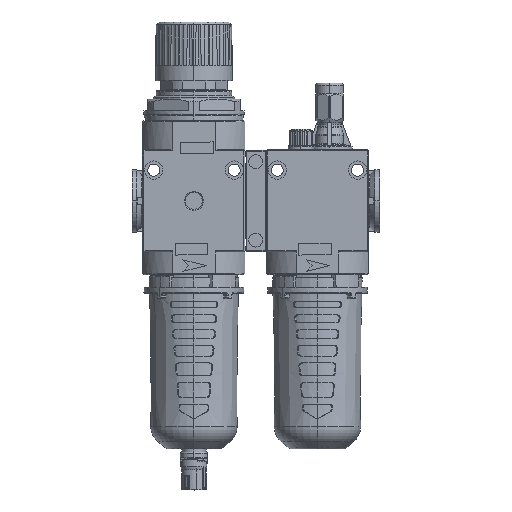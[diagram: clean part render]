
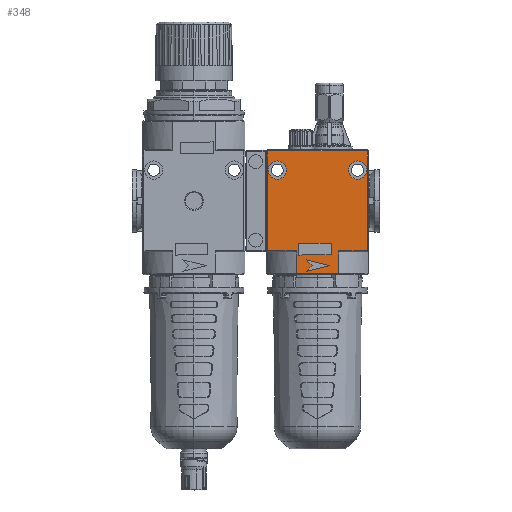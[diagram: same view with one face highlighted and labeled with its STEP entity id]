
A CAD part, top view. The second image highlights one B-rep face of the part: STEP entity #348.
In plain terms, the highlighted planar face has unit normal (0, 0, 1).
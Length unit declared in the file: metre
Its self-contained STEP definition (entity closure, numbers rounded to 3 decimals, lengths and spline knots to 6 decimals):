
#348=ADVANCED_FACE('61:2511',(#2589,#2590,#2591,#2592,#2593),#2594,.T.);
#2589=FACE_BOUND('',#6580,.T.);
#2590=FACE_BOUND('',#6581,.T.);
#2591=FACE_BOUND('',#6582,.T.);
#2592=FACE_OUTER_BOUND('',#6583,.T.);
#2593=FACE_BOUND('',#6584,.T.);
#2594=PLANE('',#6585);
#6580=EDGE_LOOP('',(#18698,#18699));
#6581=EDGE_LOOP('',(#18700,#18701));
#6582=EDGE_LOOP('',(#18702,#18703,#18704,#18705,#18706));
#6583=EDGE_LOOP('',(#18707,#18708,#18709,#18710,#18711,#18712,#18713,#18714));
#6584=EDGE_LOOP('',(#18715,#18716,#18717,#18718));
#6585=AXIS2_PLACEMENT_3D('',#18719,#18720,#18721);
#18698=ORIENTED_EDGE('',*,*,#32812,.F.);
#18699=ORIENTED_EDGE('',*,*,#32726,.F.);
#18700=ORIENTED_EDGE('',*,*,#32814,.F.);
#18701=ORIENTED_EDGE('',*,*,#32722,.F.);
#18702=ORIENTED_EDGE('',*,*,#32815,.T.);
#18703=ORIENTED_EDGE('',*,*,#32816,.T.);
#18704=ORIENTED_EDGE('',*,*,#32817,.T.);
#18705=ORIENTED_EDGE('',*,*,#32818,.T.);
#18706=ORIENTED_EDGE('',*,*,#32819,.T.);
#18707=ORIENTED_EDGE('',*,*,#32820,.T.);
#18708=ORIENTED_EDGE('',*,*,#32821,.T.);
#18709=ORIENTED_EDGE('',*,*,#32822,.T.);
#18710=ORIENTED_EDGE('',*,*,#32823,.T.);
#18711=ORIENTED_EDGE('',*,*,#32824,.T.);
#18712=ORIENTED_EDGE('',*,*,#32825,.F.);
#18713=ORIENTED_EDGE('',*,*,#32826,.T.);
#18714=ORIENTED_EDGE('',*,*,#32827,.T.);
#18715=ORIENTED_EDGE('',*,*,#32828,.F.);
#18716=ORIENTED_EDGE('',*,*,#32829,.F.);
#18717=ORIENTED_EDGE('',*,*,#32830,.F.);
#18718=ORIENTED_EDGE('',*,*,#32831,.F.);
#18719=CARTESIAN_POINT('',(0.089,0.041,0.026));
#18720=DIRECTION('',(0.,0.0,1.0));
#18721=DIRECTION('',(1.0,0.0,0.));
#32722=EDGE_CURVE('61:4047',#39176,#39179,#39180,.T.);
#32726=EDGE_CURVE('61:4041',#39184,#39187,#39188,.T.);
#32812=EDGE_CURVE('61:4041',#39187,#39184,#39342,.T.);
#32814=EDGE_CURVE('61:4047',#39179,#39176,#39344,.T.);
#32815=EDGE_CURVE('61:4053',#39345,#39346,#39347,.T.);
#32816=EDGE_CURVE('61:4056',#39346,#39348,#39349,.T.);
#32817=EDGE_CURVE('61:4059',#39348,#39350,#39351,.T.);
#32818=EDGE_CURVE('61:4062',#39350,#39352,#39353,.T.);
#32819=EDGE_CURVE('61:4065',#39352,#39345,#39354,.T.);
#32820=EDGE_CURVE('61:4068',#39355,#39356,#39357,.T.);
#32821=EDGE_CURVE('61:4071',#39356,#39358,#39359,.T.);
#32822=EDGE_CURVE('61:4074',#39358,#39360,#39361,.T.);
#32823=EDGE_CURVE('61:4077',#39360,#39362,#39363,.T.);
#32824=EDGE_CURVE('61:4080',#39362,#39364,#39365,.T.);
#32825=EDGE_CURVE('61:4083',#39366,#39364,#39367,.T.);
#32826=EDGE_CURVE('61:4086',#39366,#39368,#39369,.T.);
#32827=EDGE_CURVE('61:4089',#39368,#39355,#39370,.T.);
#32828=EDGE_CURVE('61:4092',#39371,#39372,#39373,.T.);
#32829=EDGE_CURVE('61:4095',#39374,#39371,#39375,.T.);
#32830=EDGE_CURVE('61:4098',#39376,#39374,#39377,.T.);
#32831=EDGE_CURVE('61:4101',#39372,#39376,#39378,.T.);
#39176=VERTEX_POINT('',#50756);
#39179=VERTEX_POINT('',#50760);
#39180=CIRCLE('',#50761,0.00465);
#39184=VERTEX_POINT('',#50766);
#39187=VERTEX_POINT('',#50770);
#39188=CIRCLE('',#50771,0.00465);
#39342=CIRCLE('',#50978,0.00465);
#39344=CIRCLE('',#50980,0.00465);
#39345=VERTEX_POINT('',#50981);
#39346=VERTEX_POINT('',#50982);
#39347=LINE('',#50983,#50984);
#39348=VERTEX_POINT('',#50985);
#39349=LINE('',#50986,#50987);
#39350=VERTEX_POINT('',#50988);
#39351=LINE('',#50989,#50990);
#39352=VERTEX_POINT('',#50991);
#39353=LINE('',#50992,#50993);
#39354=B_SPLINE_CURVE_WITH_KNOTS('',3,(#50994,#50995,#50996,#50997),.UNSPECIFIED.,.F.,.F.,(4,4),(0.0,1.0),.UNSPECIFIED.);
#39355=VERTEX_POINT('',#50998);
#39356=VERTEX_POINT('',#50999);
#39357=LINE('',#51000,#51001);
#39358=VERTEX_POINT('',#51002);
#39359=LINE('',#51003,#51004);
#39360=VERTEX_POINT('',#51005);
#39361=LINE('',#51006,#51007);
#39362=VERTEX_POINT('',#51008);
#39363=LINE('',#51009,#51010);
#39364=VERTEX_POINT('',#51011);
#39365=LINE('',#51012,#51013);
#39366=VERTEX_POINT('',#51014);
#39367=LINE('',#51015,#51016);
#39368=VERTEX_POINT('',#51017);
#39369=LINE('',#51018,#51019);
#39370=LINE('',#51020,#51021);
#39371=VERTEX_POINT('',#51022);
#39372=VERTEX_POINT('',#51023);
#39373=LINE('',#51024,#51025);
#39374=VERTEX_POINT('',#51026);
#39375=LINE('',#51027,#51028);
#39376=VERTEX_POINT('',#51029);
#39377=LINE('',#51030,#51031);
#39378=LINE('',#51032,#51033);
#50756=CARTESIAN_POINT('',(0.03785,0.01575,0.026));
#50760=CARTESIAN_POINT('',(0.04715,0.01575,0.026));
#50761=AXIS2_PLACEMENT_3D('',#64618,#64619,#64620);
#50766=CARTESIAN_POINT('',(0.07885,0.01575,0.026));
#50770=CARTESIAN_POINT('',(0.08815,0.01575,0.026));
#50771=AXIS2_PLACEMENT_3D('',#64626,#64627,#64628);
#50978=AXIS2_PLACEMENT_3D('',#64781,#64782,#64783);
#50980=AXIS2_PLACEMENT_3D('',#64787,#64788,#64789);
#50981=CARTESIAN_POINT('',(0.053431,-0.0215,0.026));
#50982=CARTESIAN_POINT('',(0.07,-0.0215,0.026));
#50983=CARTESIAN_POINT('',(0.075358,-0.0215,0.026));
#50984=VECTOR('',#64790,1.0);
#50985=CARTESIAN_POINT('',(0.07,-0.0275,0.026));
#50986=CARTESIAN_POINT('',(0.07,0.00825,0.026));
#50987=VECTOR('',#64791,1.0);
#50988=CARTESIAN_POINT('',(0.055214,-0.0275,0.026));
#50989=CARTESIAN_POINT('',(0.075803,-0.0275,0.026));
#50990=VECTOR('',#64792,1.0);
#50991=CARTESIAN_POINT('',(0.053464,-0.027969,0.026));
#50992=CARTESIAN_POINT('',(0.0791,-0.0211,0.026));
#50993=VECTOR('',#64793,1.);
#50994=CARTESIAN_POINT('',(0.053464,-0.027969,0.026));
#50995=CARTESIAN_POINT('',(0.053453,-0.025813,0.026));
#50996=CARTESIAN_POINT('',(0.053442,-0.023656,0.026));
#50997=CARTESIAN_POINT('',(0.053431,-0.0215,0.026));
#50998=CARTESIAN_POINT('',(0.0885,0.0255,0.026));
#50999=CARTESIAN_POINT('',(0.0375,0.0255,0.026));
#51000=CARTESIAN_POINT('',(0.08875,0.0255,0.026));
#51001=VECTOR('',#64794,1.0);
#51002=CARTESIAN_POINT('',(0.0375,-0.0255,0.026));
#51003=CARTESIAN_POINT('',(0.0375,-0.026,0.026));
#51004=VECTOR('',#64795,1.0);
#51005=CARTESIAN_POINT('',(0.05221,-0.0255,0.026));
#51006=CARTESIAN_POINT('',(0.089,-0.0255,0.026));
#51007=VECTOR('',#64796,1.0);
#51008=CARTESIAN_POINT('',(0.05221,-0.037,0.026));
#51009=CARTESIAN_POINT('',(0.05221,-0.026,0.026));
#51010=VECTOR('',#64797,1.0);
#51011=CARTESIAN_POINT('',(0.07379,-0.037,0.026));
#51012=CARTESIAN_POINT('',(0.089,-0.037,0.026));
#51013=VECTOR('',#64798,1.0);
#51014=CARTESIAN_POINT('',(0.07379,-0.0255,0.026));
#51015=CARTESIAN_POINT('',(0.07379,-0.026,0.026));
#51016=VECTOR('',#64799,1.0);
#51017=CARTESIAN_POINT('',(0.0885,-0.0255,0.026));
#51018=CARTESIAN_POINT('',(0.089,-0.0255,0.026));
#51019=VECTOR('',#64800,1.0);
#51020=CARTESIAN_POINT('',(0.0885,0.026,0.026));
#51021=VECTOR('',#64801,1.0);
#51022=CARTESIAN_POINT('',(0.06925,-0.033,0.026));
#51023=CARTESIAN_POINT('',(0.05736,-0.03011,0.026));
#51024=CARTESIAN_POINT('',(0.06925,-0.033,0.026));
#51025=VECTOR('',#64802,1.0);
#51026=CARTESIAN_POINT('',(0.05736,-0.03589,0.026));
#51027=CARTESIAN_POINT('',(0.06925,-0.033,0.026));
#51028=VECTOR('',#64803,1.0);
#51029=CARTESIAN_POINT('',(0.06031,-0.033,0.026));
#51030=CARTESIAN_POINT('',(0.05736,-0.03589,0.026));
#51031=VECTOR('',#64804,1.0);
#51032=CARTESIAN_POINT('',(0.05736,-0.03011,0.026));
#51033=VECTOR('',#64805,1.0);
#64618=CARTESIAN_POINT('',(0.0425,0.01575,0.026));
#64619=DIRECTION('',(0.,0.0,1.0));
#64620=DIRECTION('',(1.0,0.0,0.));
#64626=CARTESIAN_POINT('',(0.0835,0.01575,0.026));
#64627=DIRECTION('',(0.,0.0,1.0));
#64628=DIRECTION('',(1.0,0.0,0.));
#64781=CARTESIAN_POINT('',(0.0835,0.01575,0.026));
#64782=DIRECTION('',(0.,0.0,1.0));
#64783=DIRECTION('',(1.0,0.0,0.));
#64787=CARTESIAN_POINT('',(0.0425,0.01575,0.026));
#64788=DIRECTION('',(0.,0.0,1.0));
#64789=DIRECTION('',(1.0,0.0,0.));
#64790=DIRECTION('',(1.0,0.,0.));
#64791=DIRECTION('',(0.,-1.0,0.));
#64792=DIRECTION('',(-1.0,0.,0.));
#64793=DIRECTION('',(-0.966,-0.259,0.));
#64794=DIRECTION('',(-1.0,0.,0.));
#64795=DIRECTION('',(0.0,-1.0,0.0));
#64796=DIRECTION('',(1.0,0.0,0.));
#64797=DIRECTION('',(-0.0,-1.0,-0.0));
#64798=DIRECTION('',(1.0,0.0,0.));
#64799=DIRECTION('',(-0.0,-1.0,-0.0));
#64800=DIRECTION('',(1.0,0.0,0.));
#64801=DIRECTION('',(0.0,1.0,0.0));
#64802=DIRECTION('',(-0.972,0.236,0.0));
#64803=DIRECTION('',(0.972,0.236,0.0));
#64804=DIRECTION('',(-0.714,-0.7,-0.0));
#64805=DIRECTION('',(0.714,-0.7,0.0));
